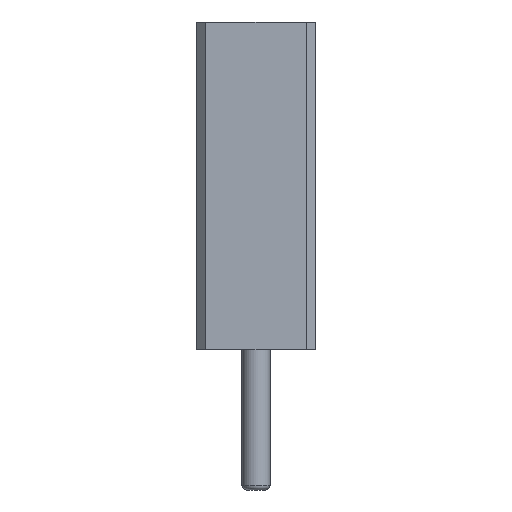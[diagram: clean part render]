
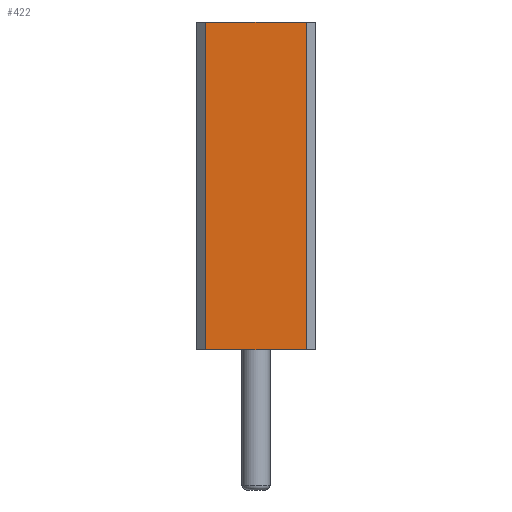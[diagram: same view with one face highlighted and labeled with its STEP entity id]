
A CAD part, front view. The second image highlights one B-rep face of the part: STEP entity #422.
In plain terms, the highlighted planar face has unit normal (0, -1, 0).
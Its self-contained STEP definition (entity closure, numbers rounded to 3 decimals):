
#396 = VERTEX_POINT('',#397);
#397 = CARTESIAN_POINT('',(-1.07,-1.27,0.));
#405 = VERTEX_POINT('',#406);
#406 = CARTESIAN_POINT('',(-1.07,-1.27,7.));
#412 = EDGE_CURVE('',#396,#405,#413,.T.);
#413 = LINE('',#414,#415);
#414 = CARTESIAN_POINT('',(-1.07,-1.27,0.));
#415 = VECTOR('',#416,1.);
#416 = DIRECTION('',(0.,0.,1.));
#422 = ADVANCED_FACE('',(#423),#448,.T.);
#423 = FACE_BOUND('',#424,.T.);
#424 = EDGE_LOOP('',(#425,#433,#441,#447));
#425 = ORIENTED_EDGE('',*,*,#426,.F.);
#426 = EDGE_CURVE('',#427,#396,#429,.T.);
#427 = VERTEX_POINT('',#428);
#428 = CARTESIAN_POINT('',(1.07,-1.27,0.));
#429 = LINE('',#430,#431);
#430 = CARTESIAN_POINT('',(1.27,-1.27,0.));
#431 = VECTOR('',#432,1.);
#432 = DIRECTION('',(-1.,0.,0.));
#433 = ORIENTED_EDGE('',*,*,#434,.T.);
#434 = EDGE_CURVE('',#427,#435,#437,.T.);
#435 = VERTEX_POINT('',#436);
#436 = CARTESIAN_POINT('',(1.07,-1.27,7.));
#437 = LINE('',#438,#439);
#438 = CARTESIAN_POINT('',(1.07,-1.27,0.));
#439 = VECTOR('',#440,1.);
#440 = DIRECTION('',(0.,0.,1.));
#441 = ORIENTED_EDGE('',*,*,#442,.T.);
#442 = EDGE_CURVE('',#435,#405,#443,.T.);
#443 = LINE('',#444,#445);
#444 = CARTESIAN_POINT('',(1.27,-1.27,7.));
#445 = VECTOR('',#446,1.);
#446 = DIRECTION('',(-1.,0.,0.));
#447 = ORIENTED_EDGE('',*,*,#412,.F.);
#448 = PLANE('',#449);
#449 = AXIS2_PLACEMENT_3D('',#450,#451,#452);
#450 = CARTESIAN_POINT('',(1.27,-1.27,0.));
#451 = DIRECTION('',(0.,-1.,0.));
#452 = DIRECTION('',(-1.,0.,0.));
